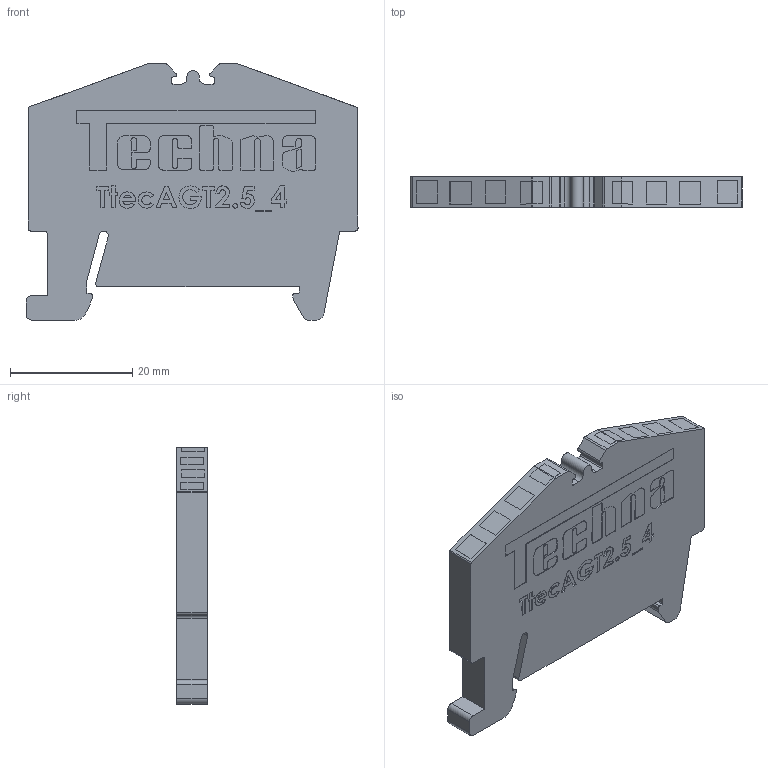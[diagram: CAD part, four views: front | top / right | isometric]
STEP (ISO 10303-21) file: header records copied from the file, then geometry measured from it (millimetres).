
FILE_DESCRIPTION (( 'STEP AP214' ), '1' );
FILE_NAME ('TtecAGT2.5_4.STEP', '2020-06-09T13:10:57', ( '' ), ( '' ), 'SwSTEP 2.0', 'SolidWorks 2020', '' );
FILE_SCHEMA (( 'AUTOMOTIVE_DESIGN' ));
Length unit declared in the file: millimetre
Products named in the file (1): TtecAGT2.5_4
Bounding box: 54.34 x 5 x 42 mm (x, y, z)
Volume: 8986.3 mm3; surface area: 4809.8 mm2
Topology: 1 solids, 1 shells, 660 faces, 1818 edges, 1212 vertices
Faces by surface type: plane 410, cylinder 160, bspline 90
Entity records: 31637 total; most frequent: CARTESIAN_POINT 9045, ORIENTED_EDGE 3636, DIRECTION 3100, EDGE_CURVE 1818, VECTOR 1318, LINE 1318, VERTEX_POINT 1212, AXIS2_PLACEMENT_3D 891
